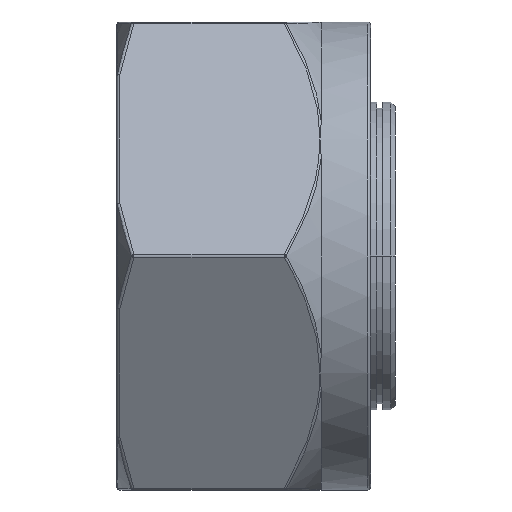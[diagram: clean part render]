
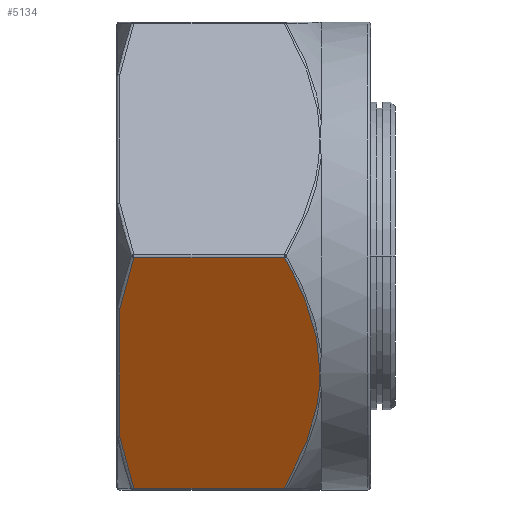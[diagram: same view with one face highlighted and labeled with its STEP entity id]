
A CAD part, front view. The second image highlights one B-rep face of the part: STEP entity #5134.
In plain terms, the highlighted planar face has unit normal (0, -0.866, -0.5).
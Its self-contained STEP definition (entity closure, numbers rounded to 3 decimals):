
#1810=CARTESIAN_POINT('',(-7.004,-11.042,
-18.875));
#1811=CARTESIAN_POINT('',(-6.803,-11.243,
-18.527));
#1812=CARTESIAN_POINT('',(-6.418,-11.645,
-17.831));
#1813=CARTESIAN_POINT('',(-5.886,-12.258,
-16.768));
#1814=CARTESIAN_POINT('',(-5.431,-12.851,
-15.742));
#1815=CARTESIAN_POINT('',(-5.037,-13.443,
-14.717));
#1816=CARTESIAN_POINT('',(-4.718,-14.014,
-13.726));
#1817=CARTESIAN_POINT('',(-4.484,-14.536,
-12.823));
#1818=CARTESIAN_POINT('',(-4.321,-15.,
-12.018));
#1819=CARTESIAN_POINT('',(-4.212,-15.42,
-11.293));
#1820=CARTESIAN_POINT('',(-4.145,-15.799,
-10.635));
#1821=CARTESIAN_POINT('',(-4.11,-16.139,
-10.047));
#1822=CARTESIAN_POINT('',(-4.104,-16.352,
-9.677));
#1823=CARTESIAN_POINT('',(-4.104,-16.454,
-9.5));
#1825=DIRECTION('',(-1.,0.,0.));
#1826=VECTOR('',#1825,12.216);
#1827=CARTESIAN_POINT('',(-7.004,-11.042,
-18.875));
#1828=LINE('',#1827,#1826);
#1829=CARTESIAN_POINT('',(-20.35,-13.444,
-14.714));
#1830=CARTESIAN_POINT('',(-20.294,-13.285,
-14.99));
#1831=CARTESIAN_POINT('',(-20.175,-12.971,
-15.533));
#1832=CARTESIAN_POINT('',(-19.973,-12.497,
-16.354));
#1833=CARTESIAN_POINT('',(-19.769,-12.066,
-17.102));
#1834=CARTESIAN_POINT('',(-19.574,-11.68,
-17.769));
#1835=CARTESIAN_POINT('',(-19.39,-11.341,
-18.357));
#1836=CARTESIAN_POINT('',(-19.275,-11.137,
-18.709));
#1837=CARTESIAN_POINT('',(-19.22,-11.042,
-18.875));
#1839=DIRECTION('',(0.,-0.5,0.866));
#1840=VECTOR('',#1839,12.042);
#1841=CARTESIAN_POINT('',(-20.35,-13.444,
-14.714));
#1842=LINE('',#1841,#1840);
#1843=CARTESIAN_POINT('',(-19.22,-21.867,
-0.125));
#1844=CARTESIAN_POINT('',(-19.305,-21.72,
-0.38));
#1845=CARTESIAN_POINT('',(-19.462,-21.439,
-0.866));
#1846=CARTESIAN_POINT('',(-19.66,-21.062,
-1.519));
#1847=CARTESIAN_POINT('',(-19.827,-20.722,
-2.108));
#1848=CARTESIAN_POINT('',(-19.969,-20.416,
-2.638));
#1849=CARTESIAN_POINT('',(-20.089,-20.14,
-3.117));
#1850=CARTESIAN_POINT('',(-20.192,-19.889,
-3.551));
#1851=CARTESIAN_POINT('',(-20.278,-19.664,
-3.94));
#1852=CARTESIAN_POINT('',(-20.327,-19.529,
-4.175));
#1853=CARTESIAN_POINT('',(-20.35,-19.465,
-4.286));
#1855=DIRECTION('',(-1.,0.,0.));
#1856=VECTOR('',#1855,12.216);
#1857=CARTESIAN_POINT('',(-7.004,-21.867,
-0.125));
#1858=LINE('',#1857,#1856);
#1859=CARTESIAN_POINT('',(-4.104,-16.454,
-9.5));
#1860=CARTESIAN_POINT('',(-4.104,-16.639,
-9.18));
#1861=CARTESIAN_POINT('',(-4.125,-17.009,
-8.54));
#1862=CARTESIAN_POINT('',(-4.226,-17.573,
-7.563));
#1863=CARTESIAN_POINT('',(-4.386,-18.114,
-6.626));
#1864=CARTESIAN_POINT('',(-4.596,-18.637,
-5.72));
#1865=CARTESIAN_POINT('',(-4.87,-19.181,
-4.778));
#1866=CARTESIAN_POINT('',(-5.236,-19.78,
-3.741));
#1867=CARTESIAN_POINT('',(-5.689,-20.403,
-2.661));
#1868=CARTESIAN_POINT('',(-6.155,-20.967,
-1.685));
#1869=CARTESIAN_POINT('',(-6.591,-21.446,
-0.854));
#1870=CARTESIAN_POINT('',(-6.87,-21.733,
-0.357));
#1871=CARTESIAN_POINT('',(-7.004,-21.867,
-0.125));
#2750=VERTEX_POINT('',#1810);
#2751=VERTEX_POINT('',#1823);
#2823=CARTESIAN_POINT('',(-19.22,-11.042,
-18.875));
#2824=VERTEX_POINT('',#2823);
#2827=VERTEX_POINT('',#1829);
#2833=CARTESIAN_POINT('',(-20.35,-19.465,
-4.286));
#2834=VERTEX_POINT('',#2833);
#2838=VERTEX_POINT('',#1871);
#2842=CARTESIAN_POINT('',(-19.22,-21.867,
-0.125));
#2843=VERTEX_POINT('',#2842);
#5115=CARTESIAN_POINT('',(0.,-21.939,0.));
#5116=DIRECTION('',(0.,-0.866,-0.5));
#5117=DIRECTION('',(0.,0.5,-0.866));
#5118=AXIS2_PLACEMENT_3D('',#5115,#5116,#5117);
#5119=PLANE('',#5118);
#5120=ORIENTED_EDGE('',*,*,#4937,.F.);
#5122=ORIENTED_EDGE('',*,*,#5121,.T.);
#5124=ORIENTED_EDGE('',*,*,#5123,.F.);
#5126=ORIENTED_EDGE('',*,*,#5125,.T.);
#5128=ORIENTED_EDGE('',*,*,#5127,.F.);
#5130=ORIENTED_EDGE('',*,*,#5129,.F.);
#5131=ORIENTED_EDGE('',*,*,#5105,.F.);
#5132=EDGE_LOOP('',(#5120,#5122,#5124,#5126,#5128,#5130,#5131));
#5133=FACE_OUTER_BOUND('',#5132,.F.);
#1824=B_SPLINE_CURVE_WITH_KNOTS('',3,(#1810,#1811,#1812,#1813,#1814,#1815,#1816,
#1817,#1818,#1819,#1820,#1821,#1822,#1823),.UNSPECIFIED.,.F.,.F.,(4,1,1,1,1,1,1,
1,1,1,1,4),(0.,0.091,0.182,0.273,
0.364,0.455,0.545,0.636,
0.727,0.818,0.909,1.),.UNSPECIFIED.);
#1838=B_SPLINE_CURVE_WITH_KNOTS('',3,(#1829,#1830,#1831,#1832,#1833,#1834,#1835,
#1836,#1837),.UNSPECIFIED.,.F.,.F.,(4,1,1,1,1,1,4),(0.,0.167,
0.333,0.5,0.667,0.833,1.),
.UNSPECIFIED.);
#1854=B_SPLINE_CURVE_WITH_KNOTS('',3,(#1843,#1844,#1845,#1846,#1847,#1848,#1849,
#1850,#1851,#1852,#1853),.UNSPECIFIED.,.F.,.F.,(4,1,1,1,1,1,1,1,4),(0.,
0.125,0.25,0.375,0.5,0.625,0.75,0.875,1.),.UNSPECIFIED.);
#1872=B_SPLINE_CURVE_WITH_KNOTS('',3,(#1859,#1860,#1861,#1862,#1863,#1864,#1865,
#1866,#1867,#1868,#1869,#1870,#1871),.UNSPECIFIED.,.F.,.F.,(4,1,1,1,1,1,1,1,1,1,
4),(0.,0.1,0.2,0.3,0.4,0.5,0.6,0.7,0.8,0.9,1.),
.UNSPECIFIED.);
#4937=EDGE_CURVE('',#2750,#2751,#1824,.T.);
#5105=EDGE_CURVE('',#2751,#2838,#1872,.T.);
#5121=EDGE_CURVE('',#2750,#2824,#1828,.T.);
#5123=EDGE_CURVE('',#2827,#2824,#1838,.T.);
#5125=EDGE_CURVE('',#2827,#2834,#1842,.T.);
#5127=EDGE_CURVE('',#2843,#2834,#1854,.T.);
#5129=EDGE_CURVE('',#2838,#2843,#1858,.T.);
#5134=ADVANCED_FACE('',(#5133),#5119,.T.);
